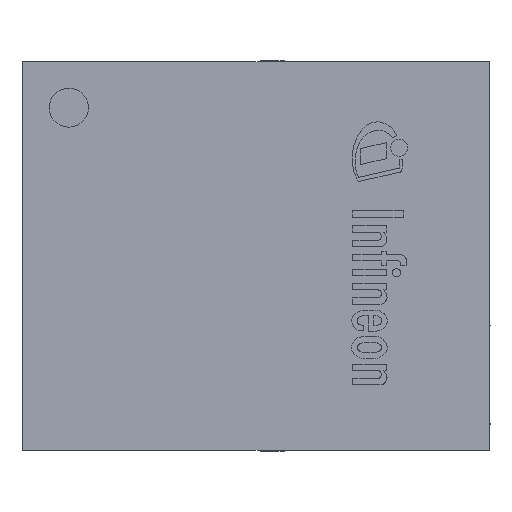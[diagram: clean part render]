
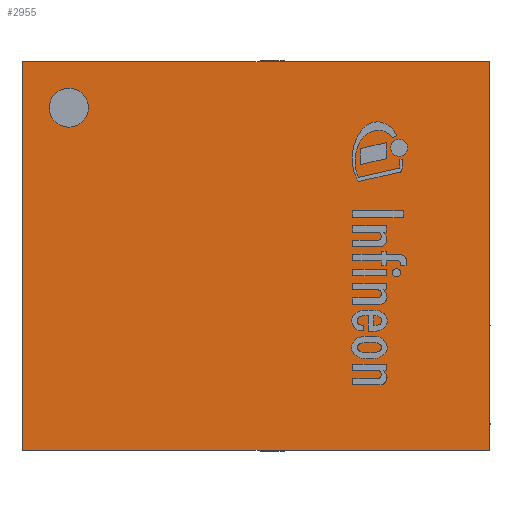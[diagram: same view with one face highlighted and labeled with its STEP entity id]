
A CAD part, top view. The second image highlights one B-rep face of the part: STEP entity #2955.
In plain terms, the highlighted planar face has unit normal (0, 0, 1).
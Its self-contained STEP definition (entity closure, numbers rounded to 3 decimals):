
#117=LINE('',#4073,#485);
#121=LINE('',#4081,#489);
#124=LINE('',#4087,#492);
#127=LINE('',#4092,#495);
#485=VECTOR('',#3347,1.);
#489=VECTOR('',#3353,1.);
#492=VECTOR('',#3358,1.);
#495=VECTOR('',#3363,1.);
#859=PLANE('',#3165);
#1015=FACE_BOUND('',#1217,.T.);
#1030=FACE_OUTER_BOUND('',#1216,.T.);
#1216=EDGE_LOOP('',(#2133,#2134,#2135,#2136));
#1217=EDGE_LOOP('',(#2137));
#1403=CIRCLE('',#3158,0.25);
#1415=VERTEX_POINT('',#4067);
#1416=VERTEX_POINT('',#4071);
#1417=VERTEX_POINT('',#4072);
#1420=VERTEX_POINT('',#4080);
#1422=VERTEX_POINT('',#4086);
#1695=EDGE_CURVE('',#1415,#1415,#1403,.T.);
#1696=EDGE_CURVE('',#1416,#1417,#117,.T.);
#1700=EDGE_CURVE('',#1420,#1416,#121,.T.);
#1703=EDGE_CURVE('',#1422,#1420,#124,.T.);
#1706=EDGE_CURVE('',#1417,#1422,#127,.T.);
#2133=ORIENTED_EDGE('',*,*,#1706,.F.);
#2134=ORIENTED_EDGE('',*,*,#1696,.F.);
#2135=ORIENTED_EDGE('',*,*,#1700,.F.);
#2136=ORIENTED_EDGE('',*,*,#1703,.F.);
#2137=ORIENTED_EDGE('',*,*,#1695,.T.);
#2955=ADVANCED_FACE('',(#1030,#1015),#859,.T.);
#3158=AXIS2_PLACEMENT_3D('',#4068,#3341,#3342);
#3165=AXIS2_PLACEMENT_3D('',#4095,#3367,#3368);
#3341=DIRECTION('center_axis',(0.,0.,-1.));
#3342=DIRECTION('ref_axis',(0.,1.,0.));
#3347=DIRECTION('',(1.,0.,0.));
#3353=DIRECTION('',(0.,1.,0.));
#3358=DIRECTION('',(-1.,0.,0.));
#3363=DIRECTION('',(0.,-1.,0.));
#3367=DIRECTION('center_axis',(0.,0.,1.));
#3368=DIRECTION('ref_axis',(0.,-1.,0.));
#4067=CARTESIAN_POINT('',(-2.4,1.65,1.1));
#4068=CARTESIAN_POINT('Origin',(-2.4,1.9,1.1));
#4071=CARTESIAN_POINT('',(-2.99,2.49,1.1));
#4072=CARTESIAN_POINT('',(2.99,2.49,1.1));
#4073=CARTESIAN_POINT('',(-2.99,2.49,1.1));
#4080=CARTESIAN_POINT('',(-2.99,-2.49,1.1));
#4081=CARTESIAN_POINT('',(-2.99,-2.49,1.1));
#4086=CARTESIAN_POINT('',(2.99,-2.49,1.1));
#4087=CARTESIAN_POINT('',(2.99,-2.49,1.1));
#4092=CARTESIAN_POINT('',(2.99,2.49,1.1));
#4095=CARTESIAN_POINT('Origin',(0.,0.,1.1));
